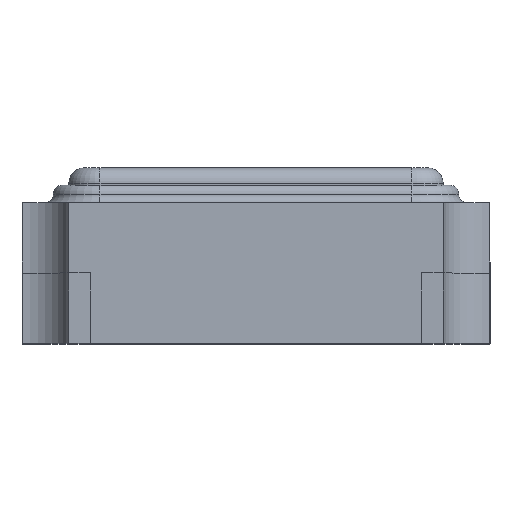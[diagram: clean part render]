
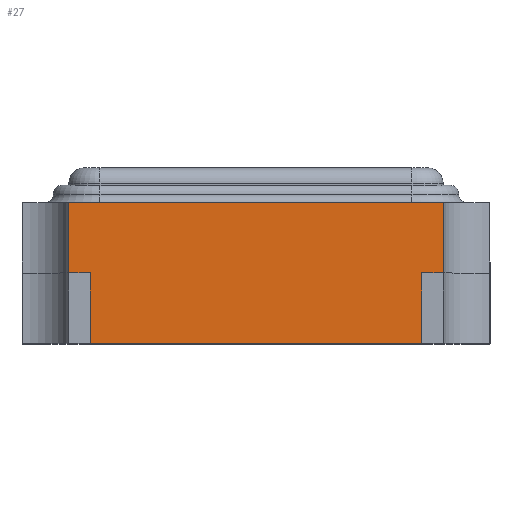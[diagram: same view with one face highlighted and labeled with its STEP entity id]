
A CAD part, top view. The second image highlights one B-rep face of the part: STEP entity #27.
In plain terms, the highlighted planar face has unit normal (0, 0, 1).
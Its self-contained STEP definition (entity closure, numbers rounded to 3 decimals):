
#27 = ADVANCED_FACE ( 'NONE', ( #458 ), #2843, .F. ) ;
#85 = EDGE_CURVE ( 'NONE', #1608, #1178, #1145, .T. ) ;
#117 = DIRECTION ( 'NONE',  ( 0., 1., 0. ) ) ;
#186 = VERTEX_POINT ( 'NONE', #1626 ) ;
#190 = CARTESIAN_POINT ( 'NONE',  ( 0.425, 0.18, 0.8 ) ) ;
#280 = VERTEX_POINT ( 'NONE', #522 ) ;
#360 = VECTOR ( 'NONE', #1747, 1000. ) ;
#458 = FACE_OUTER_BOUND ( 'NONE', #3557, .T. ) ;
#522 = CARTESIAN_POINT ( 'NONE',  ( 0.48, 0.18, 0.8 ) ) ;
#554 = CARTESIAN_POINT ( 'NONE',  ( 0.48, 0.18, 0.8 ) ) ;
#577 = DIRECTION ( 'NONE',  ( -1., 0., 0. ) ) ;
#617 = ORIENTED_EDGE ( 'NONE', *, *, #1456, .T. ) ;
#646 = DIRECTION ( 'NONE',  ( -1., 0., 0. ) ) ;
#747 = VECTOR ( 'NONE', #117, 1000. ) ;
#754 = LINE ( 'NONE', #1009, #2287 ) ;
#774 = CARTESIAN_POINT ( 'NONE',  ( 0.425, 0.871, 0.8 ) ) ;
#776 = ORIENTED_EDGE ( 'NONE', *, *, #2575, .F. ) ;
#828 = LINE ( 'NONE', #1680, #3111 ) ;
#846 = CARTESIAN_POINT ( 'NONE',  ( -0.425, 0., 0.8 ) ) ;
#905 = EDGE_CURVE ( 'NONE', #3270, #1608, #1038, .T. ) ;
#930 = CARTESIAN_POINT ( 'NONE',  ( -0.48, 0.18, 0.8 ) ) ;
#965 = CARTESIAN_POINT ( 'NONE',  ( -0.425, 0.871, 0.8 ) ) ;
#1009 = CARTESIAN_POINT ( 'NONE',  ( -0.6, 0., 0.8 ) ) ;
#1038 = LINE ( 'NONE', #1888, #747 ) ;
#1072 = CARTESIAN_POINT ( 'NONE',  ( -0.6, 2.36, 0.8 ) ) ;
#1081 = VERTEX_POINT ( 'NONE', #846 ) ;
#1105 = LINE ( 'NONE', #554, #2751 ) ;
#1145 = LINE ( 'NONE', #1180, #360 ) ;
#1149 = ORIENTED_EDGE ( 'NONE', *, *, #2256, .T. ) ;
#1178 = VERTEX_POINT ( 'NONE', #3577 ) ;
#1180 = CARTESIAN_POINT ( 'NONE',  ( -0.6, 0.36, 0.8 ) ) ;
#1341 = LINE ( 'NONE', #774, #3500 ) ;
#1456 = EDGE_CURVE ( 'NONE', #1081, #3797, #754, .T. ) ;
#1470 = DIRECTION ( 'NONE',  ( 0., -1., 0. ) ) ;
#1530 = ORIENTED_EDGE ( 'NONE', *, *, #1997, .F. ) ;
#1578 = CARTESIAN_POINT ( 'NONE',  ( -0.48, 0.18, 0.8 ) ) ;
#1608 = VERTEX_POINT ( 'NONE', #2573 ) ;
#1626 = CARTESIAN_POINT ( 'NONE',  ( -0.425, 0.18, 0.8 ) ) ;
#1680 = CARTESIAN_POINT ( 'NONE',  ( 0.48, 0.36, 0.8 ) ) ;
#1685 = ORIENTED_EDGE ( 'NONE', *, *, #3519, .F. ) ;
#1707 = ORIENTED_EDGE ( 'NONE', *, *, #85, .F. ) ;
#1747 = DIRECTION ( 'NONE',  ( 1., 0., 0. ) ) ;
#1888 = CARTESIAN_POINT ( 'NONE',  ( -0.48, 0.36, 0.8 ) ) ;
#1992 = VERTEX_POINT ( 'NONE', #190 ) ;
#1997 = EDGE_CURVE ( 'NONE', #280, #1992, #1105, .T. ) ;
#2224 = DIRECTION ( 'NONE',  ( 0., -1., 0. ) ) ;
#2256 = EDGE_CURVE ( 'NONE', #186, #1081, #2435, .T. ) ;
#2287 = VECTOR ( 'NONE', #3399, 1000. ) ;
#2375 = LINE ( 'NONE', #1578, #3726 ) ;
#2435 = LINE ( 'NONE', #965, #3757 ) ;
#2469 = ORIENTED_EDGE ( 'NONE', *, *, #905, .F. ) ;
#2573 = CARTESIAN_POINT ( 'NONE',  ( -0.48, 0.36, 0.8 ) ) ;
#2575 = EDGE_CURVE ( 'NONE', #1992, #3797, #1341, .T. ) ;
#2751 = VECTOR ( 'NONE', #577, 1000. ) ;
#2791 = AXIS2_PLACEMENT_3D ( 'NONE', #1072, #3453, #646 ) ;
#2843 = PLANE ( 'NONE',  #2791 ) ;
#3111 = VECTOR ( 'NONE', #1470, 1000. ) ;
#3158 = ORIENTED_EDGE ( 'NONE', *, *, #3347, .F. ) ;
#3270 = VERTEX_POINT ( 'NONE', #930 ) ;
#3317 = DIRECTION ( 'NONE',  ( -1., 0., 0. ) ) ;
#3347 = EDGE_CURVE ( 'NONE', #186, #3270, #2375, .T. ) ;
#3399 = DIRECTION ( 'NONE',  ( 1., 0., 0. ) ) ;
#3453 = DIRECTION ( 'NONE',  ( 0., 0., -1. ) ) ;
#3500 = VECTOR ( 'NONE', #2224, 1000. ) ;
#3519 = EDGE_CURVE ( 'NONE', #1178, #280, #828, .T. ) ;
#3557 = EDGE_LOOP ( 'NONE', ( #2469, #3158, #1149, #617, #776, #1530, #1685, #1707 ) ) ;
#3577 = CARTESIAN_POINT ( 'NONE',  ( 0.48, 0.36, 0.8 ) ) ;
#3649 = DIRECTION ( 'NONE',  ( 0., -1., 0. ) ) ;
#3726 = VECTOR ( 'NONE', #3317, 1000. ) ;
#3757 = VECTOR ( 'NONE', #3649, 1000. ) ;
#3797 = VERTEX_POINT ( 'NONE', #3853 ) ;
#3853 = CARTESIAN_POINT ( 'NONE',  ( 0.425, 0., 0.8 ) ) ;
